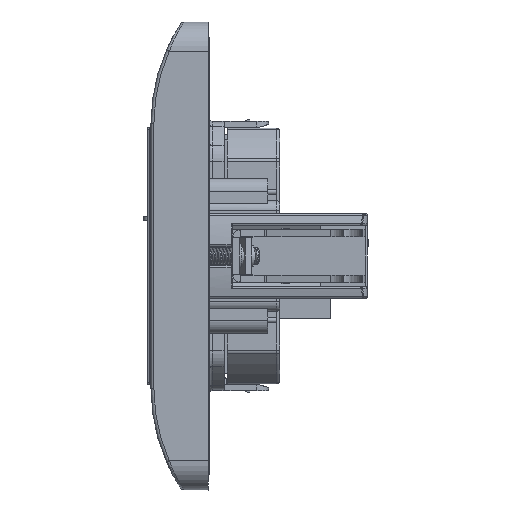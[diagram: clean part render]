
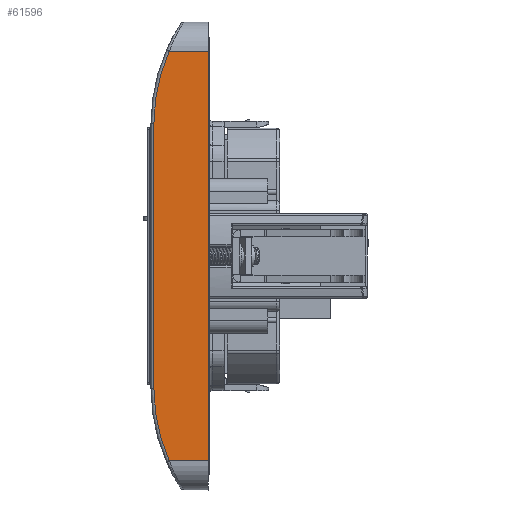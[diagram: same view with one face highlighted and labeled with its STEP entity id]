
A CAD part, left-side view. The second image highlights one B-rep face of the part: STEP entity #61596.
In plain terms, the highlighted planar face has unit normal (-1, 0, 0).
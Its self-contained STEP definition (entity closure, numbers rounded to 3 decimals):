
#53519=DIRECTION('',(0.,0.,-1.));
#53520=VECTOR('',#53519,45.33);
#53521=CARTESIAN_POINT('',(-40.,8.,22.665));
#53522=LINE('',#53521,#53520);
#53527=CARTESIAN_POINT('',(-40.,-22.5,22.665));
#53528=DIRECTION('',(1.,0.,0.));
#53529=DIRECTION('',(0.,1.,0.));
#53530=AXIS2_PLACEMENT_3D('',#53527,#53528,#53529);
#53532=CARTESIAN_POINT('',(-40.,-22.5,-22.665));
#53533=DIRECTION('',(1.,0.,0.));
#53534=DIRECTION('',(0.,0.915,-0.404));
#53535=AXIS2_PLACEMENT_3D('',#53532,#53533,#53534);
#53644=DIRECTION('',(0.,-1.,0.));
#53645=VECTOR('',#53644,6.694);
#53646=CARTESIAN_POINT('',(-40.,5.394,
-35.));
#53647=LINE('',#53646,#53645);
#53746=DIRECTION('',(0.,0.,1.));
#53747=VECTOR('',#53746,70.);
#53748=CARTESIAN_POINT('',(-40.,-1.3,-35.));
#53749=LINE('',#53748,#53747);
#53807=DIRECTION('',(0.,1.,0.));
#53808=VECTOR('',#53807,6.694);
#53809=CARTESIAN_POINT('',(-40.,-1.3,35.));
#53810=LINE('',#53809,#53808);
#60047=CARTESIAN_POINT('',(-40.,8.,22.665));
#60048=CARTESIAN_POINT('',(-40.,8.,-22.665));
#60049=VERTEX_POINT('',#60047);
#60050=VERTEX_POINT('',#60048);
#60051=CARTESIAN_POINT('',(-40.,5.394,35.));
#60052=VERTEX_POINT('',#60051);
#60053=CARTESIAN_POINT('',(-40.,-1.3,35.));
#60054=VERTEX_POINT('',#60053);
#60055=CARTESIAN_POINT('',(-40.,-1.3,-35.));
#60056=VERTEX_POINT('',#60055);
#60057=CARTESIAN_POINT('',(-40.,5.394,
-35.));
#60058=VERTEX_POINT('',#60057);
#61578=CARTESIAN_POINT('',(-40.,3.5,0.));
#61579=DIRECTION('',(1.,0.,0.));
#61580=DIRECTION('',(0.,0.,-1.));
#61581=AXIS2_PLACEMENT_3D('',#61578,#61579,#61580);
#61582=PLANE('',#61581);
#61583=ORIENTED_EDGE('',*,*,#61568,.F.);
#61585=ORIENTED_EDGE('',*,*,#61584,.T.);
#61587=ORIENTED_EDGE('',*,*,#61586,.F.);
#61589=ORIENTED_EDGE('',*,*,#61588,.F.);
#61591=ORIENTED_EDGE('',*,*,#61590,.F.);
#61593=ORIENTED_EDGE('',*,*,#61592,.T.);
#61594=EDGE_LOOP('',(#61583,#61585,#61587,#61589,#61591,#61593));
#61595=FACE_OUTER_BOUND('',#61594,.F.);
#53531=CIRCLE('',#53530,30.5);
#53536=CIRCLE('',#53535,30.5);
#61568=EDGE_CURVE('',#60049,#60050,#53522,.T.);
#61584=EDGE_CURVE('',#60049,#60052,#53531,.T.);
#61586=EDGE_CURVE('',#60054,#60052,#53810,.T.);
#61588=EDGE_CURVE('',#60056,#60054,#53749,.T.);
#61590=EDGE_CURVE('',#60058,#60056,#53647,.T.);
#61592=EDGE_CURVE('',#60058,#60050,#53536,.T.);
#61596=ADVANCED_FACE('',(#61595),#61582,.F.);
